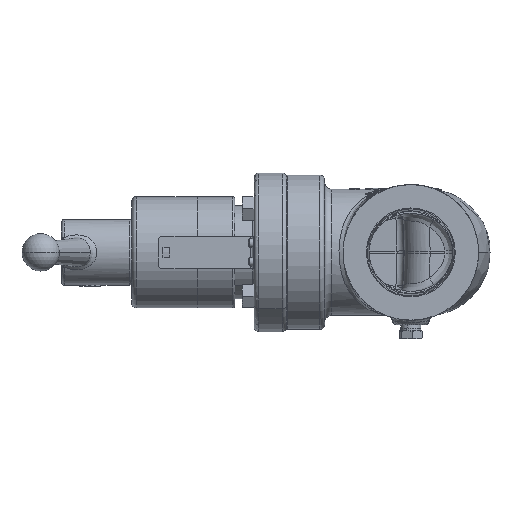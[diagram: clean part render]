
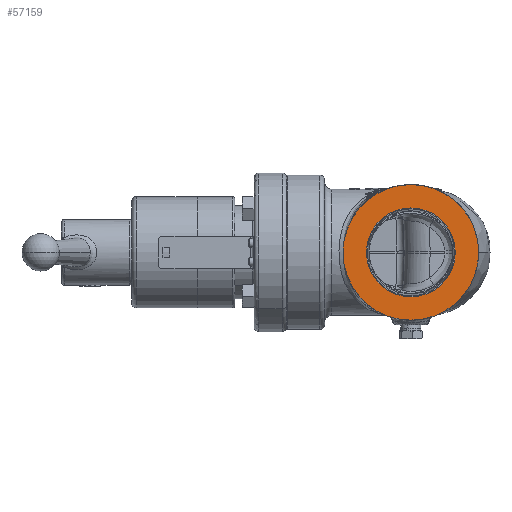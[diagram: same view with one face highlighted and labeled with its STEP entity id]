
A CAD part, left-side view. The second image highlights one B-rep face of the part: STEP entity #57159.
In plain terms, the highlighted planar face has unit normal (-1, 0, 0).
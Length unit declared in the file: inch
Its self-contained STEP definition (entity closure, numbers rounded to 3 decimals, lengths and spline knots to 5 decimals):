
#1374 = CARTESIAN_POINT ( 'NONE',  ( -3.281, -1.60271, 0. ) ) ;
#1705 = DIRECTION ( 'NONE',  ( -1., 0., 0. ) ) ;
#1901 = CARTESIAN_POINT ( 'NONE',  ( -3.281, -1.60271, 0. ) ) ;
#2409 = ORIENTED_EDGE ( 'NONE', *, *, #51454, .T. ) ;
#5145 = VERTEX_POINT ( 'NONE', #68899 ) ;
#5392 = EDGE_CURVE ( 'NONE', #37737, #86904, #49329, .T. ) ;
#5398 = CARTESIAN_POINT ( 'NONE',  ( -3.281, -2.79021, 0. ) ) ;
#9164 = DIRECTION ( 'NONE',  ( 1., 0., 0. ) ) ;
#9930 = ORIENTED_EDGE ( 'NONE', *, *, #5392, .T. ) ;
#17340 = CARTESIAN_POINT ( 'NONE',  ( -3.281, -1.60271, 0. ) ) ;
#20353 = EDGE_LOOP ( 'NONE', ( #2409, #21811 ) ) ;
#20529 = AXIS2_PLACEMENT_3D ( 'NONE', #1901, #93600, #71689 ) ;
#21811 = ORIENTED_EDGE ( 'NONE', *, *, #31032, .T. ) ;
#22095 = AXIS2_PLACEMENT_3D ( 'NONE', #1374, #1705, #94762 ) ;
#26598 = CARTESIAN_POINT ( 'NONE',  ( -3.281, -1.60271, 1.8125 ) ) ;
#31032 = EDGE_CURVE ( 'NONE', #74559, #5145, #31315, .T. ) ;
#31315 = CIRCLE ( 'NONE', #22095, 1.8125 ) ;
#37737 = VERTEX_POINT ( 'NONE', #41774 ) ;
#41774 = CARTESIAN_POINT ( 'NONE',  ( -3.281, -0.41521, 0. ) ) ;
#45637 = EDGE_CURVE ( 'NONE', #86904, #37737, #71066, .T. ) ;
#46392 = AXIS2_PLACEMENT_3D ( 'NONE', #17340, #9164, #85182 ) ;
#46891 = CARTESIAN_POINT ( 'NONE',  ( -3.281, -1.60271, 0. ) ) ;
#49329 = CIRCLE ( 'NONE', #46392, 1.1875 ) ;
#49723 = DIRECTION ( 'NONE',  ( 0., 1., 0. ) ) ;
#50595 = AXIS2_PLACEMENT_3D ( 'NONE', #46891, #54392, #49723 ) ;
#51454 = EDGE_CURVE ( 'NONE', #5145, #74559, #91924, .T. ) ;
#54392 = DIRECTION ( 'NONE',  ( 1., 0., 0. ) ) ;
#57159 = ADVANCED_FACE ( 'NONE', ( #77137, #78361 ), #76434, .F. ) ;
#58017 = ORIENTED_EDGE ( 'NONE', *, *, #45637, .T. ) ;
#61475 = CARTESIAN_POINT ( 'NONE',  ( -3.281, 0.92609, -2.0625 ) ) ;
#61736 = EDGE_LOOP ( 'NONE', ( #58017, #9930 ) ) ;
#68336 = DIRECTION ( 'NONE',  ( 1., 0., 0. ) ) ;
#68899 = CARTESIAN_POINT ( 'NONE',  ( -3.281, -1.60271, -1.8125 ) ) ;
#69793 = AXIS2_PLACEMENT_3D ( 'NONE', #61475, #68336, #82787 ) ;
#71066 = CIRCLE ( 'NONE', #50595, 1.1875 ) ;
#71689 = DIRECTION ( 'NONE',  ( 0., 1., 0. ) ) ;
#74559 = VERTEX_POINT ( 'NONE', #26598 ) ;
#76434 = PLANE ( 'NONE',  #69793 ) ;
#77137 = FACE_OUTER_BOUND ( 'NONE', #20353, .T. ) ;
#78361 = FACE_BOUND ( 'NONE', #61736, .T. ) ;
#82787 = DIRECTION ( 'NONE',  ( 0., 1., 0. ) ) ;
#85182 = DIRECTION ( 'NONE',  ( 0., 1., 0. ) ) ;
#86904 = VERTEX_POINT ( 'NONE', #5398 ) ;
#91924 = CIRCLE ( 'NONE', #20529, 1.8125 ) ;
#93600 = DIRECTION ( 'NONE',  ( -1., 0., 0. ) ) ;
#94762 = DIRECTION ( 'NONE',  ( 0., 1., 0. ) ) ;
